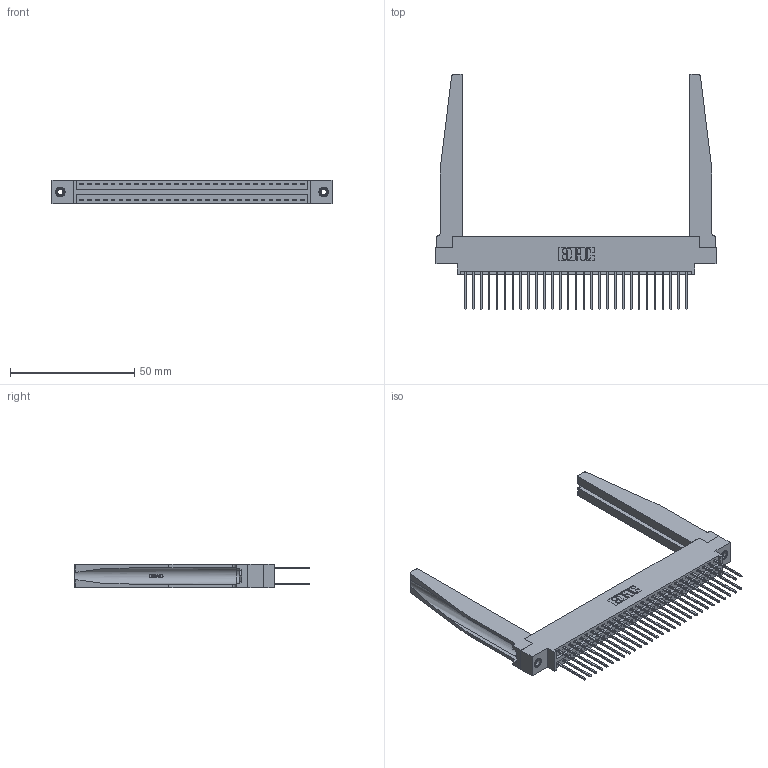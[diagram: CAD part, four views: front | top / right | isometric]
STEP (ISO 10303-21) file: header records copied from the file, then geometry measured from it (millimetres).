
FILE_DESCRIPTION (( 'STEP AP203' ), '1' );
FILE_NAME ('396-058-540-878.STEP', '2019-11-02T08:41:46', ( '' ), ( '' ), 'SwSTEP 2.0', 'SolidWorks 2016', '' );
FILE_SCHEMA (( 'CONFIG_CONTROL_DESIGN' ));
Length unit declared in the file: inch
Products named in the file (5): 346 Part_0.170 Offset - 0.156 Dia-TH; 345-292-001_345-293-140; 346-220-078_345-220-078; 345-250-001_345-250-001-102; 396-058-540-878
Assembly tree (63 placements, depth 2):
  396-058-540-878
    346 Part_0.170 Offset - 0.156 Dia-TH
    345-292-001_345-293-140  x58
    346-220-078_345-220-078  x2
    345-250-001_345-250-001-102  x2
Bounding box: 112.65 x 94.74 x 9.4 mm (x, y, z)
Volume: 17857.8 mm3; surface area: 22602.9 mm2
Topology: 63 solids, 63 shells, 3376 faces, 9939 edges, 6538 vertices
Faces by surface type: plane 2252, cylinder 1072, bspline 36, cone 12, torus 4
Entity records: 25574 total; most frequent: CARTESIAN_POINT 5171, ORIENTED_EDGE 3994, DIRECTION 3595, EDGE_CURVE 1997, VECTOR 1655, LINE 1655, VERTEX_POINT 1324, AXIS2_PLACEMENT_3D 970
